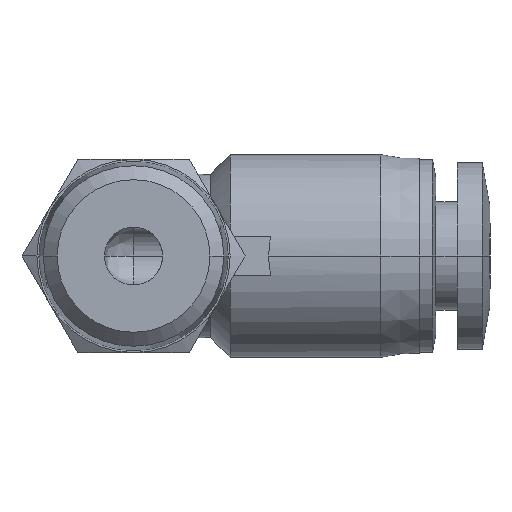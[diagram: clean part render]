
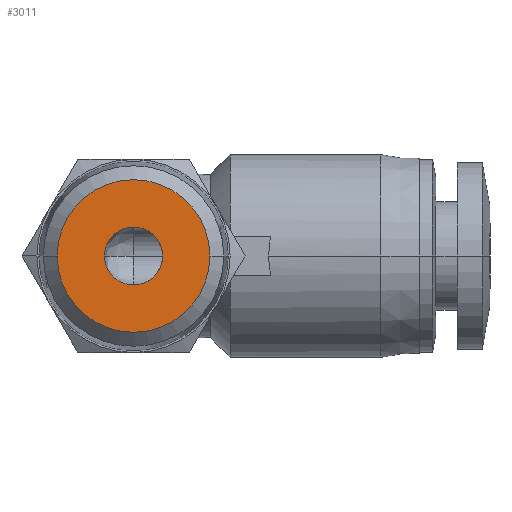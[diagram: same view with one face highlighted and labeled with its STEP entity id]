
A CAD part, front view. The second image highlights one B-rep face of the part: STEP entity #3011.
In plain terms, the highlighted planar face has unit normal (0, -1, 0).
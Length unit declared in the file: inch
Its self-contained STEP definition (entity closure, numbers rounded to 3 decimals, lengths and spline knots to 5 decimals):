
#85 = EDGE_CURVE ( 'NONE', #1962, #1437, #622, .T. ) ;
#101 = EDGE_CURVE ( 'NONE', #982, #1165, #707, .T. ) ;
#211 = ORIENTED_EDGE ( 'NONE', *, *, #101, .T. ) ;
#220 = DIRECTION ( 'NONE',  ( 0., -1., 0. ) ) ;
#227 = FACE_OUTER_BOUND ( 'NONE', #2910, .T. ) ;
#324 = DIRECTION ( 'NONE',  ( -1., 0., 0. ) ) ;
#338 = DIRECTION ( 'NONE',  ( 0., 1., 0. ) ) ;
#352 = CARTESIAN_POINT ( 'NONE',  ( 0., -0.94488, 0. ) ) ;
#390 = DIRECTION ( 'NONE',  ( -1., 0., 0. ) ) ;
#398 = CARTESIAN_POINT ( 'NONE',  ( 0.07776, -0.94488, 0. ) ) ;
#403 = DIRECTION ( 'NONE',  ( 0., -1., 0. ) ) ;
#443 = CARTESIAN_POINT ( 'NONE',  ( 0., -0.94488, 0. ) ) ;
#622 = CIRCLE ( 'NONE', #1416, 0.15551 ) ;
#647 = PLANE ( 'NONE',  #1978 ) ;
#662 = DIRECTION ( 'NONE',  ( 0., 0., -1. ) ) ;
#707 = CIRCLE ( 'NONE', #1251, 0.05906 ) ;
#960 = EDGE_CURVE ( 'NONE', #1165, #982, #1108, .T. ) ;
#982 = VERTEX_POINT ( 'NONE', #1209 ) ;
#1002 = CARTESIAN_POINT ( 'NONE',  ( -0.15551, -0.94488, 0. ) ) ;
#1108 = CIRCLE ( 'NONE', #1342, 0.05906 ) ;
#1165 = VERTEX_POINT ( 'NONE', #2571 ) ;
#1209 = CARTESIAN_POINT ( 'NONE',  ( 0.05906, -0.94488, 0. ) ) ;
#1251 = AXIS2_PLACEMENT_3D ( 'NONE', #352, #338, #324 ) ;
#1342 = AXIS2_PLACEMENT_3D ( 'NONE', #2797, #2781, #2768 ) ;
#1374 = EDGE_CURVE ( 'NONE', #1437, #1962, #2920, .T. ) ;
#1416 = AXIS2_PLACEMENT_3D ( 'NONE', #443, #403, #390 ) ;
#1437 = VERTEX_POINT ( 'NONE', #1002 ) ;
#1655 = EDGE_LOOP ( 'NONE', ( #2791, #211 ) ) ;
#1759 = ORIENTED_EDGE ( 'NONE', *, *, #1374, .T. ) ;
#1764 = CARTESIAN_POINT ( 'NONE',  ( 0., -0.94488, 0. ) ) ;
#1962 = VERTEX_POINT ( 'NONE', #2265 ) ;
#1978 = AXIS2_PLACEMENT_3D ( 'NONE', #398, #2205, #662 ) ;
#2031 = DIRECTION ( 'NONE',  ( -1., 0., 0. ) ) ;
#2114 = FACE_BOUND ( 'NONE', #1655, .T. ) ;
#2205 = DIRECTION ( 'NONE',  ( 0., -1., 0. ) ) ;
#2265 = CARTESIAN_POINT ( 'NONE',  ( 0.15551, -0.94488, 0. ) ) ;
#2571 = CARTESIAN_POINT ( 'NONE',  ( -0.05906, -0.94488, 0. ) ) ;
#2715 = AXIS2_PLACEMENT_3D ( 'NONE', #1764, #220, #2031 ) ;
#2768 = DIRECTION ( 'NONE',  ( -1., 0., 0. ) ) ;
#2781 = DIRECTION ( 'NONE',  ( 0., 1., 0. ) ) ;
#2791 = ORIENTED_EDGE ( 'NONE', *, *, #960, .T. ) ;
#2797 = CARTESIAN_POINT ( 'NONE',  ( 0., -0.94488, 0. ) ) ;
#2910 = EDGE_LOOP ( 'NONE', ( #1759, #3181 ) ) ;
#2920 = CIRCLE ( 'NONE', #2715, 0.15551 ) ;
#3011 = ADVANCED_FACE ( 'NONE', ( #2114, #227 ), #647, .T. ) ;
#3181 = ORIENTED_EDGE ( 'NONE', *, *, #85, .T. ) ;
